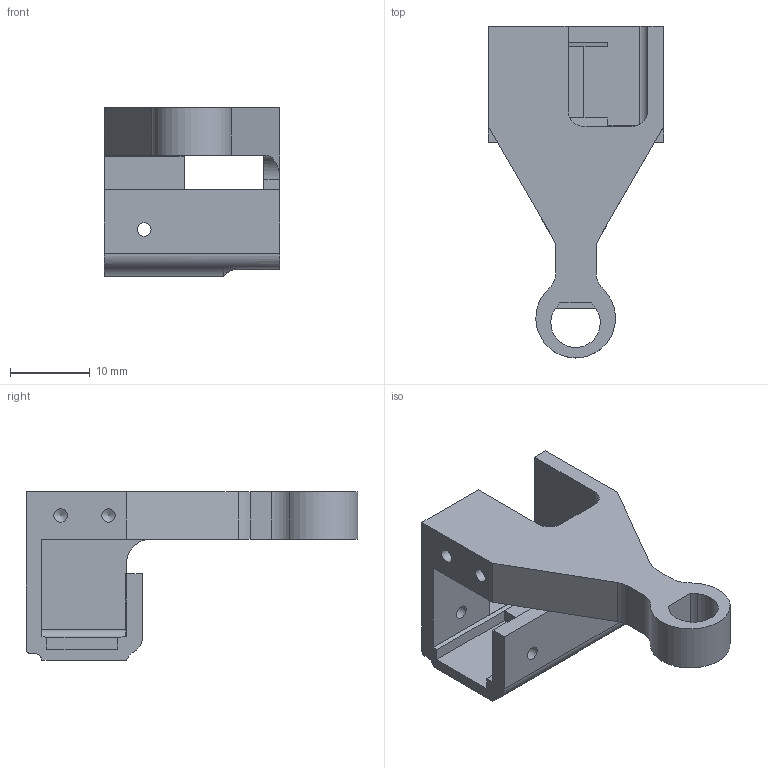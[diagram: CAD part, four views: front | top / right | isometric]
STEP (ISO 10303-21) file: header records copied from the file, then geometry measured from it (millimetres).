
FILE_DESCRIPTION(/* description */ (''),/* implementation_level */ '2;1');
FILE_NAME(/* name */ 'YpartKnucleV7_06mm.ipt.stp',/* time_stamp */ '2021-06-20T10:03:25-05:00',/* author */ ('svale'),/* organization */ (''),/* preprocessor_version */ 'ST-DEVELOPER v18.1',/* originating_system */ 'Autodesk Inventor 2021',/* authorisation */ '');
FILE_SCHEMA (('AUTOMOTIVE_DESIGN { 1 0 10303 214 3 1 1 }'));
Length unit declared in the file: millimetre
Products named in the file (1): YpartKnucleV7_06mm
Bounding box: 22 x 41.64 x 21.2 mm (x, y, z)
Volume: 4047.3 mm3; surface area: 3628.2 mm2
Topology: 1 solids, 1 shells, 60 faces, 178 edges, 119 vertices
Faces by surface type: plane 32, cylinder 24, cone 2, bspline 1, torus 1
Full cylindrical faces by diameter (mm): 1.713 x4
Entity records: 2080 total; most frequent: CARTESIAN_POINT 383, ORIENTED_EDGE 346, DIRECTION 344, EDGE_CURVE 173, LINE 118, VECTOR 118, VERTEX_POINT 115, AXIS2_PLACEMENT_3D 113
